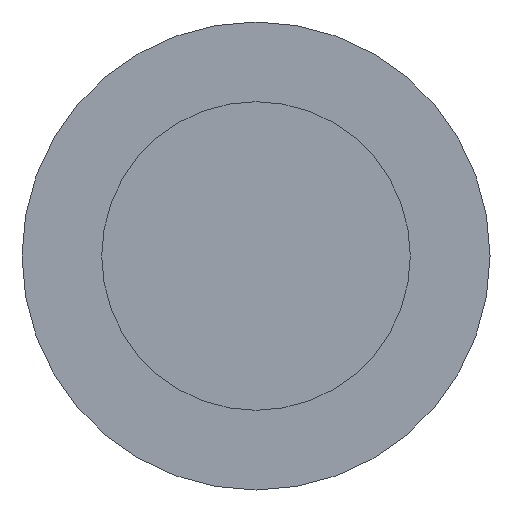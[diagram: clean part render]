
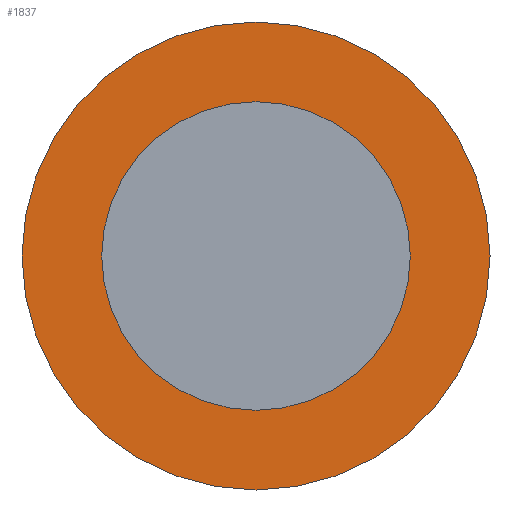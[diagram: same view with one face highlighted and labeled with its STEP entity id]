
A CAD part, front view. The second image highlights one B-rep face of the part: STEP entity #1837.
In plain terms, the highlighted planar face has unit normal (0, -1, 0).
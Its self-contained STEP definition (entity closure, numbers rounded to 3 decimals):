
#47 = CARTESIAN_POINT ( 'NONE',  ( 0., 0., -15. ) ) ;
#54 = CIRCLE ( 'NONE', #1647, 15. ) ;
#55 = CARTESIAN_POINT ( 'NONE',  ( 0., 0., 15. ) ) ;
#92 = CARTESIAN_POINT ( 'NONE',  ( 0., 0., 0. ) ) ;
#93 = CIRCLE ( 'NONE', #203, 15. ) ;
#150 = DIRECTION ( 'NONE',  ( 0., 0., 1. ) ) ;
#203 = AXIS2_PLACEMENT_3D ( 'NONE', #2079, #816, #1338 ) ;
#233 = FACE_BOUND ( 'NONE', #570, .T. ) ;
#250 = DIRECTION ( 'NONE',  ( 0., 0., 1. ) ) ;
#263 = DIRECTION ( 'NONE',  ( 0., 1., 0. ) ) ;
#329 = CIRCLE ( 'NONE', #1993, 22.75 ) ;
#335 = EDGE_LOOP ( 'NONE', ( #1818, #2363 ) ) ;
#498 = CARTESIAN_POINT ( 'NONE',  ( 0., 0., 22.75 ) ) ;
#542 = VERTEX_POINT ( 'NONE', #47 ) ;
#570 = EDGE_LOOP ( 'NONE', ( #1370, #2361 ) ) ;
#641 = DIRECTION ( 'NONE',  ( 0., 1., 0. ) ) ;
#816 = DIRECTION ( 'NONE',  ( 0., -1., 0. ) ) ;
#909 = AXIS2_PLACEMENT_3D ( 'NONE', #1918, #263, #1893 ) ;
#961 = VERTEX_POINT ( 'NONE', #2033 ) ;
#1122 = EDGE_CURVE ( 'NONE', #2326, #961, #329, .T. ) ;
#1159 = VERTEX_POINT ( 'NONE', #55 ) ;
#1164 = PLANE ( 'NONE',  #909 ) ;
#1338 = DIRECTION ( 'NONE',  ( 0., 0., -1. ) ) ;
#1370 = ORIENTED_EDGE ( 'NONE', *, *, #1673, .F. ) ;
#1413 = DIRECTION ( 'NONE',  ( 0., 0., -1. ) ) ;
#1434 = EDGE_CURVE ( 'NONE', #961, #2326, #2025, .T. ) ;
#1528 = FACE_OUTER_BOUND ( 'NONE', #335, .T. ) ;
#1604 = DIRECTION ( 'NONE',  ( 0., -1., 0. ) ) ;
#1610 = AXIS2_PLACEMENT_3D ( 'NONE', #2008, #1812, #150 ) ;
#1647 = AXIS2_PLACEMENT_3D ( 'NONE', #92, #1604, #1413 ) ;
#1673 = EDGE_CURVE ( 'NONE', #542, #1159, #54, .T. ) ;
#1743 = EDGE_CURVE ( 'NONE', #1159, #542, #93, .T. ) ;
#1748 = CARTESIAN_POINT ( 'NONE',  ( 0., 0., 0. ) ) ;
#1812 = DIRECTION ( 'NONE',  ( 0., 1., 0. ) ) ;
#1818 = ORIENTED_EDGE ( 'NONE', *, *, #1434, .F. ) ;
#1837 = ADVANCED_FACE ( 'NONE', ( #233, #1528 ), #1164, .F. ) ;
#1893 = DIRECTION ( 'NONE',  ( 0., 0., 1. ) ) ;
#1918 = CARTESIAN_POINT ( 'NONE',  ( 0., 0., 0. ) ) ;
#1993 = AXIS2_PLACEMENT_3D ( 'NONE', #1748, #641, #250 ) ;
#2008 = CARTESIAN_POINT ( 'NONE',  ( 0., 0., 0. ) ) ;
#2025 = CIRCLE ( 'NONE', #1610, 22.75 ) ;
#2033 = CARTESIAN_POINT ( 'NONE',  ( 0., 0., -22.75 ) ) ;
#2079 = CARTESIAN_POINT ( 'NONE',  ( 0., 0., 0. ) ) ;
#2326 = VERTEX_POINT ( 'NONE', #498 ) ;
#2361 = ORIENTED_EDGE ( 'NONE', *, *, #1743, .F. ) ;
#2363 = ORIENTED_EDGE ( 'NONE', *, *, #1122, .F. ) ;
